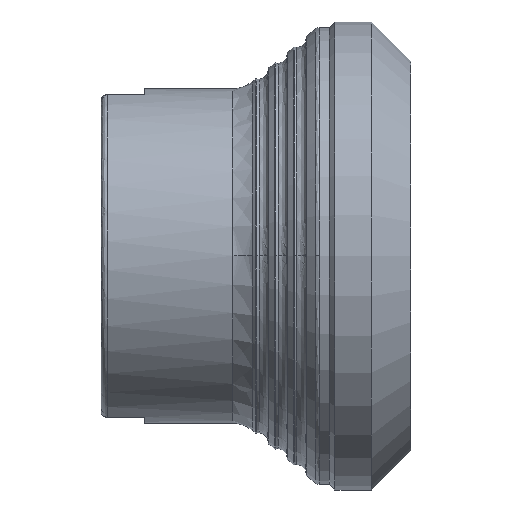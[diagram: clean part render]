
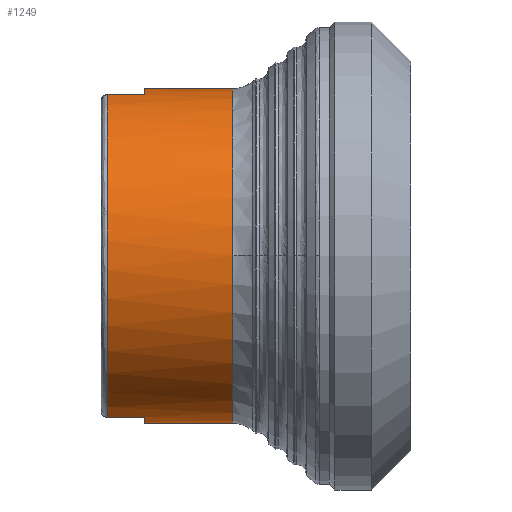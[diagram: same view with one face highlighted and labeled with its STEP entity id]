
A CAD part, top view. The second image highlights one B-rep face of the part: STEP entity #1249.
In plain terms, the highlighted cylindrical face has radius 27 mm (diameter 54 mm), a full revolution.
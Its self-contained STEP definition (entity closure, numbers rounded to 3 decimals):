
#62 = FACE_OUTER_BOUND ( 'NONE', #502, .T. ) ;
#83 = ORIENTED_EDGE ( 'NONE', *, *, #1858, .F. ) ;
#88 = DIRECTION ( 'NONE',  ( -1., 0., 0. ) ) ;
#96 = CIRCLE ( 'NONE', #1712, 27. ) ;
#97 = AXIS2_PLACEMENT_3D ( 'NONE', #2407, #2418, #2422 ) ;
#113 = VERTEX_POINT ( 'NONE', #1154 ) ;
#115 = CARTESIAN_POINT ( 'NONE',  ( -37.387, 26.036, -7.152 ) ) ;
#144 = VERTEX_POINT ( 'NONE', #487 ) ;
#233 = AXIS2_PLACEMENT_3D ( 'NONE', #2216, #2225, #2244 ) ;
#254 = CARTESIAN_POINT ( 'NONE',  ( -37.387, -26.036, -7.152 ) ) ;
#271 = DIRECTION ( 'NONE',  ( 1., 0., 0. ) ) ;
#287 = EDGE_CURVE ( 'NONE', #1730, #144, #1356, .T. ) ;
#301 = ORIENTED_EDGE ( 'NONE', *, *, #351, .T. ) ;
#319 = DIRECTION ( 'NONE',  ( 0., 1., 0. ) ) ;
#324 = DIRECTION ( 'NONE',  ( 0., 1., 0. ) ) ;
#351 = EDGE_CURVE ( 'NONE', #1956, #2016, #96, .T. ) ;
#479 = VERTEX_POINT ( 'NONE', #2439 ) ;
#487 = CARTESIAN_POINT ( 'NONE',  ( -47.5, 26.036, -7.152 ) ) ;
#502 = EDGE_LOOP ( 'NONE', ( #1026, #598, #2272, #1210, #83, #2334, #1699, #1211, #918 ) ) ;
#518 = VECTOR ( 'NONE', #1621, 1000. ) ;
#546 = CARTESIAN_POINT ( 'NONE',  ( -41.5, 26.036, -7.152 ) ) ;
#586 = FACE_OUTER_BOUND ( 'NONE', #1478, .T. ) ;
#588 = CIRCLE ( 'NONE', #1374, 27. ) ;
#598 = ORIENTED_EDGE ( 'NONE', *, *, #636, .F. ) ;
#615 = DIRECTION ( 'NONE',  ( -1., 0., 0. ) ) ;
#636 = EDGE_CURVE ( 'NONE', #1101, #1124, #1873, .T. ) ;
#680 = VERTEX_POINT ( 'NONE', #1299 ) ;
#683 = CARTESIAN_POINT ( 'NONE',  ( -27.274, 0., 27. ) ) ;
#907 = VECTOR ( 'NONE', #271, 1000. ) ;
#918 = ORIENTED_EDGE ( 'NONE', *, *, #1876, .F. ) ;
#994 = EDGE_CURVE ( 'NONE', #1340, #1101, #1961, .T. ) ;
#999 = DIRECTION ( 'NONE',  ( 0., 1., 0. ) ) ;
#1026 = ORIENTED_EDGE ( 'NONE', *, *, #2276, .F. ) ;
#1027 = CARTESIAN_POINT ( 'NONE',  ( -41.5, -26.036, 7.152 ) ) ;
#1042 = DIRECTION ( 'NONE',  ( 0., -1., 0. ) ) ;
#1101 = VERTEX_POINT ( 'NONE', #1027 ) ;
#1109 = AXIS2_PLACEMENT_3D ( 'NONE', #1929, #2109, #324 ) ;
#1124 = VERTEX_POINT ( 'NONE', #2438 ) ;
#1141 = LINE ( 'NONE', #1856, #1607 ) ;
#1154 = CARTESIAN_POINT ( 'NONE',  ( -47.5, 26.036, 7.152 ) ) ;
#1210 = ORIENTED_EDGE ( 'NONE', *, *, #1739, .F. ) ;
#1211 = ORIENTED_EDGE ( 'NONE', *, *, #1384, .F. ) ;
#1222 = CARTESIAN_POINT ( 'NONE',  ( -27.274, 0., 0. ) ) ;
#1249 = ADVANCED_FACE ( 'NONE', ( #586, #62 ), #1602, .T. ) ;
#1299 = CARTESIAN_POINT ( 'NONE',  ( -41.5, 26.036, 7.152 ) ) ;
#1309 = CARTESIAN_POINT ( 'NONE',  ( -41.5, 0., 0. ) ) ;
#1311 = DIRECTION ( 'NONE',  ( 1., 0., 0. ) ) ;
#1318 = ORIENTED_EDGE ( 'NONE', *, *, #2258, .T. ) ;
#1327 = CARTESIAN_POINT ( 'NONE',  ( -47.5, -26.036, -7.152 ) ) ;
#1340 = VERTEX_POINT ( 'NONE', #2036 ) ;
#1356 = LINE ( 'NONE', #115, #1407 ) ;
#1374 = AXIS2_PLACEMENT_3D ( 'NONE', #1888, #1891, #1906 ) ;
#1384 = EDGE_CURVE ( 'NONE', #680, #1730, #2288, .T. ) ;
#1407 = VECTOR ( 'NONE', #615, 1000. ) ;
#1478 = EDGE_LOOP ( 'NONE', ( #1318, #301 ) ) ;
#1489 = CARTESIAN_POINT ( 'NONE',  ( -47.5, 0., 0. ) ) ;
#1534 = AXIS2_PLACEMENT_3D ( 'NONE', #1309, #88, #319 ) ;
#1566 = CIRCLE ( 'NONE', #2403, 27. ) ;
#1567 = EDGE_CURVE ( 'NONE', #144, #479, #1566, .T. ) ;
#1602 = CYLINDRICAL_SURFACE ( 'NONE', #2168, 27. ) ;
#1607 = VECTOR ( 'NONE', #2033, 1000. ) ;
#1617 = CARTESIAN_POINT ( 'NONE',  ( -47.5, 0., 0. ) ) ;
#1621 = DIRECTION ( 'NONE',  ( -1., 0., 0. ) ) ;
#1697 = CIRCLE ( 'NONE', #233, 27. ) ;
#1699 = ORIENTED_EDGE ( 'NONE', *, *, #287, .F. ) ;
#1712 = AXIS2_PLACEMENT_3D ( 'NONE', #1222, #2331, #1042 ) ;
#1730 = VERTEX_POINT ( 'NONE', #546 ) ;
#1739 = EDGE_CURVE ( 'NONE', #2186, #1340, #1878, .T. ) ;
#1856 = CARTESIAN_POINT ( 'NONE',  ( -37.387, 26.036, 7.152 ) ) ;
#1858 = EDGE_CURVE ( 'NONE', #479, #2186, #588, .T. ) ;
#1873 = LINE ( 'NONE', #2356, #518 ) ;
#1876 = EDGE_CURVE ( 'NONE', #113, #680, #1141, .T. ) ;
#1878 = LINE ( 'NONE', #254, #907 ) ;
#1888 = CARTESIAN_POINT ( 'NONE',  ( -47.5, 0., 0. ) ) ;
#1891 = DIRECTION ( 'NONE',  ( -1., 0., 0. ) ) ;
#1906 = DIRECTION ( 'NONE',  ( 0., 0., -1. ) ) ;
#1922 = DIRECTION ( 'NONE',  ( 0., 0., -1. ) ) ;
#1929 = CARTESIAN_POINT ( 'NONE',  ( -41.5, 0., 0. ) ) ;
#1956 = VERTEX_POINT ( 'NONE', #1977 ) ;
#1957 = DIRECTION ( 'NONE',  ( -1., 0., 0. ) ) ;
#1961 = CIRCLE ( 'NONE', #1534, 27. ) ;
#1977 = CARTESIAN_POINT ( 'NONE',  ( -27.274, 0., -27. ) ) ;
#2016 = VERTEX_POINT ( 'NONE', #683 ) ;
#2033 = DIRECTION ( 'NONE',  ( 1., 0., 0. ) ) ;
#2036 = CARTESIAN_POINT ( 'NONE',  ( -41.5, -26.036, -7.152 ) ) ;
#2091 = CIRCLE ( 'NONE', #97, 27. ) ;
#2109 = DIRECTION ( 'NONE',  ( -1., 0., 0. ) ) ;
#2168 = AXIS2_PLACEMENT_3D ( 'NONE', #1489, #1311, #999 ) ;
#2186 = VERTEX_POINT ( 'NONE', #1327 ) ;
#2216 = CARTESIAN_POINT ( 'NONE',  ( -47.5, 0., 0. ) ) ;
#2225 = DIRECTION ( 'NONE',  ( -1., 0., 0. ) ) ;
#2244 = DIRECTION ( 'NONE',  ( 0., 0., -1. ) ) ;
#2258 = EDGE_CURVE ( 'NONE', #2016, #1956, #2091, .T. ) ;
#2272 = ORIENTED_EDGE ( 'NONE', *, *, #994, .F. ) ;
#2276 = EDGE_CURVE ( 'NONE', #1124, #113, #1697, .T. ) ;
#2288 = CIRCLE ( 'NONE', #1109, 27. ) ;
#2331 = DIRECTION ( 'NONE',  ( -1., 0., 0. ) ) ;
#2334 = ORIENTED_EDGE ( 'NONE', *, *, #1567, .F. ) ;
#2356 = CARTESIAN_POINT ( 'NONE',  ( -37.387, -26.036, 7.152 ) ) ;
#2403 = AXIS2_PLACEMENT_3D ( 'NONE', #1617, #1957, #1922 ) ;
#2407 = CARTESIAN_POINT ( 'NONE',  ( -27.274, 0., 0. ) ) ;
#2418 = DIRECTION ( 'NONE',  ( -1., 0., 0. ) ) ;
#2422 = DIRECTION ( 'NONE',  ( 0., -1., 0. ) ) ;
#2438 = CARTESIAN_POINT ( 'NONE',  ( -47.5, -26.036, 7.152 ) ) ;
#2439 = CARTESIAN_POINT ( 'NONE',  ( -47.5, 0., -27. ) ) ;
